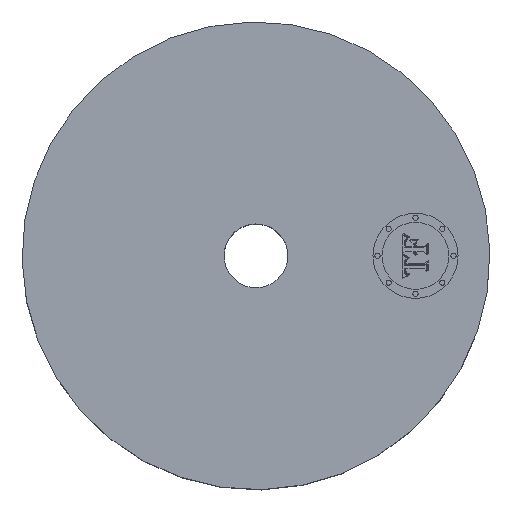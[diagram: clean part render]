
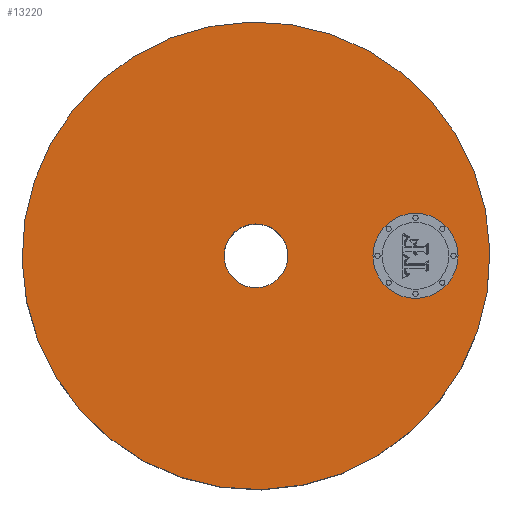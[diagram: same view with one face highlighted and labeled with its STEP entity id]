
A CAD part, top view. The second image highlights one B-rep face of the part: STEP entity #13220.
In plain terms, the highlighted planar face has unit normal (0, 0, 1).
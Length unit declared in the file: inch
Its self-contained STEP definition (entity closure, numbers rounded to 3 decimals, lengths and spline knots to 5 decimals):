
#3386=AXIS2_PLACEMENT_3D('Circle Axis2P3D',#3384,#3385,$) ;
#3405=AXIS2_PLACEMENT_3D('Circle Axis2P3D',#3403,#3404,$) ;
#3937=AXIS2_PLACEMENT_3D('Circle Axis2P3D',#3935,#3936,$) ;
#3963=AXIS2_PLACEMENT_3D('Circle Axis2P3D',#3961,#3962,$) ;
#13192=AXIS2_PLACEMENT_3D('Plane Axis2P3D',#13189,#13190,#13191) ;
#13204=AXIS2_PLACEMENT_3D('Circle Axis2P3D',#13202,#13203,$) ;
#13213=AXIS2_PLACEMENT_3D('Circle Axis2P3D',#13211,#13212,$) ;
#3381=CARTESIAN_POINT('Vertex',(-1.31842,-2.41335,2.)) ;
#3384=CARTESIAN_POINT('Axis2P3D Location',(0.,0.,2.)) ;
#3388=CARTESIAN_POINT('Vertex',(1.31842,2.41335,2.)) ;
#3403=CARTESIAN_POINT('Axis2P3D Location',(0.,0.,2.)) ;
#3935=CARTESIAN_POINT('Axis2P3D Location',(0.,0.,2.)) ;
#3939=CARTESIAN_POINT('Vertex',(0.17978,0.32909,2.)) ;
#3941=CARTESIAN_POINT('Vertex',(-0.17978,-0.32909,2.)) ;
#3961=CARTESIAN_POINT('Axis2P3D Location',(0.,0.,2.)) ;
#13189=CARTESIAN_POINT('Axis2P3D Location',(0.,0.375,2.)) ;
#13202=CARTESIAN_POINT('Axis2P3D Location',(1.875,0.,2.)) ;
#13206=CARTESIAN_POINT('Vertex',(1.875,-0.5,2.)) ;
#13208=CARTESIAN_POINT('Vertex',(1.875,0.5,2.)) ;
#13211=CARTESIAN_POINT('Axis2P3D Location',(1.875,0.,2.)) ;
#3385=DIRECTION('Axis2P3D Direction',(0.,0.,-0.039)) ;
#3404=DIRECTION('Axis2P3D Direction',(0.,0.,-0.039)) ;
#3936=DIRECTION('Axis2P3D Direction',(0.,0.,-0.039)) ;
#3962=DIRECTION('Axis2P3D Direction',(0.,0.,-0.039)) ;
#13190=DIRECTION('Axis2P3D Direction',(0.,0.,-0.039)) ;
#13191=DIRECTION('Axis2P3D XDirection',(0.039,0.,0.)) ;
#13203=DIRECTION('Axis2P3D Direction',(0.,0.,-0.039)) ;
#13212=DIRECTION('Axis2P3D Direction',(0.,0.,-0.039)) ;
#13195=ORIENTED_EDGE('',*,*,#3407,.F.) ;
#13196=ORIENTED_EDGE('',*,*,#3390,.F.) ;
#13199=ORIENTED_EDGE('',*,*,#3965,.T.) ;
#13200=ORIENTED_EDGE('',*,*,#3943,.T.) ;
#13217=ORIENTED_EDGE('',*,*,#13210,.F.) ;
#13218=ORIENTED_EDGE('',*,*,#13215,.F.) ;
#13201=FACE_BOUND('',#13198,.T.) ;
#13219=FACE_BOUND('',#13216,.T.) ;
#13220=ADVANCED_FACE('PartBody',(#13197,#13201,#13219),#13193,.F.) ;
#3387=CIRCLE('generated circle',#3386,2.75) ;
#3406=CIRCLE('generated circle',#3405,2.75) ;
#3938=CIRCLE('generated circle',#3937,0.375) ;
#3964=CIRCLE('generated circle',#3963,0.375) ;
#13205=CIRCLE('generated circle',#13204,0.5) ;
#13214=CIRCLE('generated circle',#13213,0.5) ;
#3390=EDGE_CURVE('',#3382,#3389,#3387,.T.) ;
#3407=EDGE_CURVE('',#3389,#3382,#3406,.T.) ;
#3943=EDGE_CURVE('',#3940,#3942,#3938,.T.) ;
#3965=EDGE_CURVE('',#3942,#3940,#3964,.T.) ;
#13210=EDGE_CURVE('',#13207,#13209,#13205,.F.) ;
#13215=EDGE_CURVE('',#13209,#13207,#13214,.F.) ;
#13194=EDGE_LOOP('',(#13195,#13196)) ;
#13198=EDGE_LOOP('',(#13199,#13200)) ;
#13216=EDGE_LOOP('',(#13217,#13218)) ;
#13197=FACE_OUTER_BOUND('',#13194,.T.) ;
#13193=PLANE('',#13192) ;
#3382=VERTEX_POINT('',#3381) ;
#3389=VERTEX_POINT('',#3388) ;
#3940=VERTEX_POINT('',#3939) ;
#3942=VERTEX_POINT('',#3941) ;
#13207=VERTEX_POINT('',#13206) ;
#13209=VERTEX_POINT('',#13208) ;
